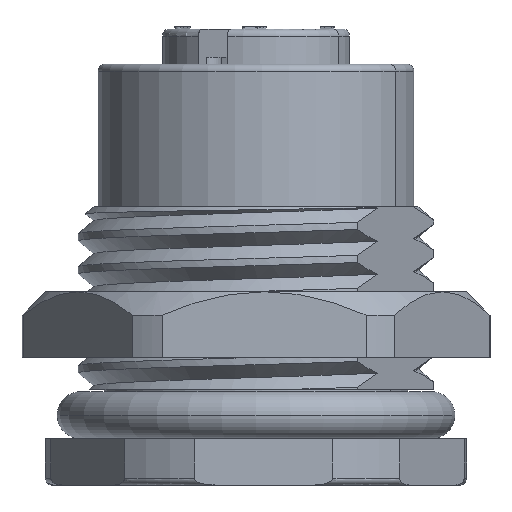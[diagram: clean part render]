
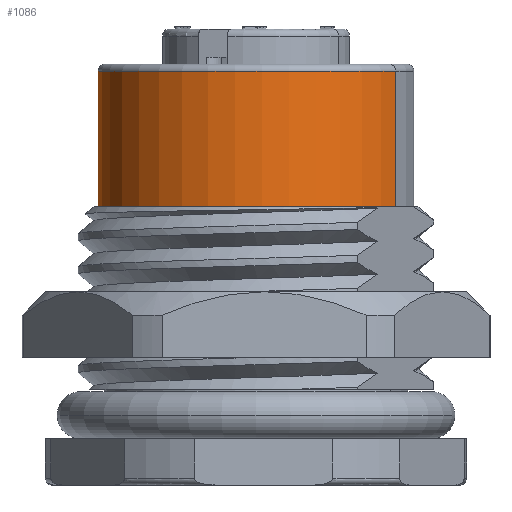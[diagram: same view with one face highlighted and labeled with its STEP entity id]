
A CAD part, front view. The second image highlights one B-rep face of the part: STEP entity #1086.
In plain terms, the highlighted cylindrical face has radius 6.75 mm (diameter 13.5 mm), a partial arc.
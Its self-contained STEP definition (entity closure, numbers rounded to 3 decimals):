
#1086 = ADVANCED_FACE ( 'NONE', ( #14266 ), #14254, .T. ) ;
#1451 = EDGE_CURVE ( 'NONE', #8764, #8760, #7231, .T. ) ;
#1574 = EDGE_CURVE ( 'NONE', #8803, #8815, #7154, .T. ) ;
#1632 = EDGE_CURVE ( 'NONE', #8815, #8764, #7091, .T. ) ;
#1633 = EDGE_CURVE ( 'NONE', #8803, #8760, #7090, .T. ) ;
#1788 = AXIS2_PLACEMENT_3D ( 'NONE', #10781, #10780, #10777 ) ;
#1981 = AXIS2_PLACEMENT_3D ( 'NONE', #9717, #9718, #9719 ) ;
#2003 = AXIS2_PLACEMENT_3D ( 'NONE', #4735, #4736, #4738 ) ;
#2933 = CARTESIAN_POINT ( 'NONE',  ( -6.75, 0., 17.7 ) ) ;
#2937 = CARTESIAN_POINT ( 'NONE',  ( 6.75, 0., 17.7 ) ) ;
#2976 = CARTESIAN_POINT ( 'NONE',  ( -6.75, 0., 11.9 ) ) ;
#2988 = CARTESIAN_POINT ( 'NONE',  ( 6.75, 0., 11.9 ) ) ;
#4009 = EDGE_LOOP ( 'NONE', ( #17201, #17337, #17307, #17224 ) ) ;
#4735 = CARTESIAN_POINT ( 'NONE',  ( 0., 0., 11.9 ) ) ;
#4736 = DIRECTION ( 'NONE',  ( 0., 0., 1. ) ) ;
#4738 = DIRECTION ( 'NONE',  ( 1., 0., 0. ) ) ;
#5139 = CARTESIAN_POINT ( 'NONE',  ( 6.75, 0., 11.9 ) ) ;
#5142 = DIRECTION ( 'NONE',  ( 0., 0., 1. ) ) ;
#5144 = CARTESIAN_POINT ( 'NONE',  ( -6.75, 0., 11.9 ) ) ;
#5147 = DIRECTION ( 'NONE',  ( 0., 0., 1. ) ) ;
#7087 = VECTOR ( 'NONE', #5147, 1000. ) ;
#7089 = VECTOR ( 'NONE', #5142, 1000. ) ;
#7090 = LINE ( 'NONE', #5144, #7087 ) ;
#7091 = LINE ( 'NONE', #5139, #7089 ) ;
#7154 = CIRCLE ( 'NONE', #2003, 6.75 ) ;
#7231 = CIRCLE ( 'NONE', #1981, 6.75 ) ;
#8760 = VERTEX_POINT ( 'NONE', #2933 ) ;
#8764 = VERTEX_POINT ( 'NONE', #2937 ) ;
#8803 = VERTEX_POINT ( 'NONE', #2976 ) ;
#8815 = VERTEX_POINT ( 'NONE', #2988 ) ;
#9717 = CARTESIAN_POINT ( 'NONE',  ( 0., 0., 17.7 ) ) ;
#9718 = DIRECTION ( 'NONE',  ( 0., 0., -1. ) ) ;
#9719 = DIRECTION ( 'NONE',  ( 1., 0., 0. ) ) ;
#10777 = DIRECTION ( 'NONE',  ( 1., 0., 0. ) ) ;
#10780 = DIRECTION ( 'NONE',  ( 0., 0., 1. ) ) ;
#10781 = CARTESIAN_POINT ( 'NONE',  ( 0., 0., 11.9 ) ) ;
#14254 = CYLINDRICAL_SURFACE ( 'NONE', #1788, 6.75 ) ;
#14266 = FACE_OUTER_BOUND ( 'NONE', #4009, .T. ) ;
#17201 = ORIENTED_EDGE ( 'NONE', *, *, #1633, .F. ) ;
#17224 = ORIENTED_EDGE ( 'NONE', *, *, #1451, .T. ) ;
#17307 = ORIENTED_EDGE ( 'NONE', *, *, #1632, .T. ) ;
#17337 = ORIENTED_EDGE ( 'NONE', *, *, #1574, .T. ) ;
